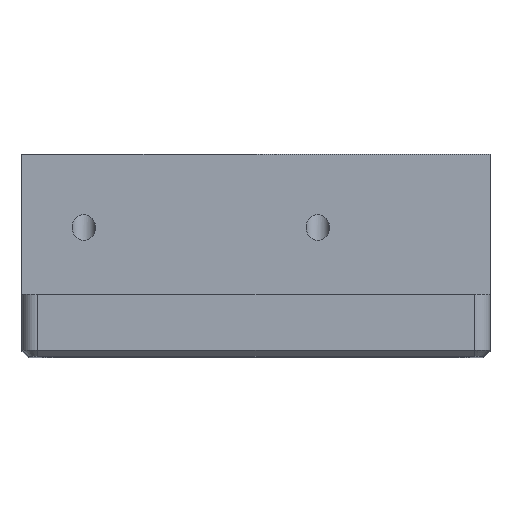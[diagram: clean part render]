
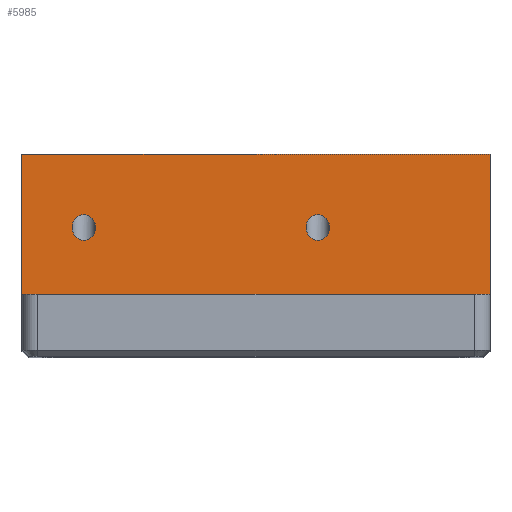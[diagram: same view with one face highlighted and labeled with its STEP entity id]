
A CAD part, top view. The second image highlights one B-rep face of the part: STEP entity #5985.
In plain terms, the highlighted planar face has unit normal (0, 0, 1).
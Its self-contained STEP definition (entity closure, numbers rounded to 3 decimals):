
#1995=DIRECTION('',(0.,1.,0.));
#1996=VECTOR('',#1995,9.);
#1997=CARTESIAN_POINT('',(111.699,105.5,85.103));
#1998=LINE('',#1997,#1996);
#2041=DIRECTION('',(0.,1.,0.));
#2042=VECTOR('',#2041,9.);
#2043=CARTESIAN_POINT('',(141.699,105.5,85.103));
#2044=LINE('',#2043,#2042);
#2062=DIRECTION('',(1.,0.,0.));
#2063=VECTOR('',#2062,30.);
#2064=CARTESIAN_POINT('',(111.699,105.5,85.103));
#2065=LINE('',#2064,#2063);
#2066=CARTESIAN_POINT('',(114.914,109.821,85.103));
#2067=CARTESIAN_POINT('',(114.914,109.919,85.103));
#2068=CARTESIAN_POINT('',(114.946,110.13,85.103));
#2069=CARTESIAN_POINT('',(115.117,110.424,85.103));
#2070=CARTESIAN_POINT('',(115.386,110.614,85.103));
#2071=CARTESIAN_POINT('',(115.664,110.667,85.103));
#2072=CARTESIAN_POINT('',(115.941,110.614,85.103));
#2073=CARTESIAN_POINT('',(116.211,110.424,85.103));
#2074=CARTESIAN_POINT('',(116.382,110.13,85.103));
#2075=CARTESIAN_POINT('',(116.414,109.919,85.103));
#2076=CARTESIAN_POINT('',(116.414,109.821,85.103));
#2078=CARTESIAN_POINT('',(129.914,109.821,85.103));
#2079=CARTESIAN_POINT('',(129.914,109.919,85.103));
#2080=CARTESIAN_POINT('',(129.946,110.13,85.103));
#2081=CARTESIAN_POINT('',(130.117,110.424,85.103));
#2082=CARTESIAN_POINT('',(130.386,110.614,85.103));
#2083=CARTESIAN_POINT('',(130.664,110.667,85.103));
#2084=CARTESIAN_POINT('',(130.941,110.614,85.103));
#2085=CARTESIAN_POINT('',(131.211,110.424,85.103));
#2086=CARTESIAN_POINT('',(131.382,110.13,85.103));
#2087=CARTESIAN_POINT('',(131.414,109.919,85.103));
#2088=CARTESIAN_POINT('',(131.414,109.821,85.103));
#2090=DIRECTION('',(1.,0.,0.));
#2091=VECTOR('',#2090,30.);
#2092=CARTESIAN_POINT('',(111.699,114.5,85.103));
#2093=LINE('',#2092,#2091);
#2306=CARTESIAN_POINT('',(116.414,109.821,85.103));
#2307=CARTESIAN_POINT('',(116.414,109.724,85.103));
#2308=CARTESIAN_POINT('',(116.382,109.513,85.103));
#2309=CARTESIAN_POINT('',(116.211,109.219,85.103));
#2310=CARTESIAN_POINT('',(115.941,109.029,85.103));
#2311=CARTESIAN_POINT('',(115.664,108.976,85.103));
#2312=CARTESIAN_POINT('',(115.386,109.029,85.103));
#2313=CARTESIAN_POINT('',(115.117,109.219,85.103));
#2314=CARTESIAN_POINT('',(114.946,109.513,85.103));
#2315=CARTESIAN_POINT('',(114.914,109.724,85.103));
#2316=CARTESIAN_POINT('',(114.914,109.821,85.103));
#2326=CARTESIAN_POINT('',(131.414,109.821,85.103));
#2327=CARTESIAN_POINT('',(131.414,109.724,85.103));
#2328=CARTESIAN_POINT('',(131.382,109.513,85.103));
#2329=CARTESIAN_POINT('',(131.211,109.219,85.103));
#2330=CARTESIAN_POINT('',(130.941,109.029,85.103));
#2331=CARTESIAN_POINT('',(130.664,108.976,85.103));
#2332=CARTESIAN_POINT('',(130.386,109.029,85.103));
#2333=CARTESIAN_POINT('',(130.117,109.219,85.103));
#2334=CARTESIAN_POINT('',(129.946,109.513,85.103));
#2335=CARTESIAN_POINT('',(129.914,109.724,85.103));
#2336=CARTESIAN_POINT('',(129.914,109.821,85.103));
#2426=CARTESIAN_POINT('',(111.699,105.5,85.103));
#2427=CARTESIAN_POINT('',(111.699,114.5,85.103));
#2428=VERTEX_POINT('',#2426);
#2429=VERTEX_POINT('',#2427);
#2432=CARTESIAN_POINT('',(141.699,105.5,85.103));
#2433=CARTESIAN_POINT('',(141.699,114.5,85.103));
#2434=VERTEX_POINT('',#2432);
#2435=VERTEX_POINT('',#2433);
#2634=VERTEX_POINT('',#2066);
#2635=VERTEX_POINT('',#2076);
#2636=VERTEX_POINT('',#2078);
#2637=VERTEX_POINT('',#2088);
#5961=CARTESIAN_POINT('',(111.699,105.5,85.103));
#5962=DIRECTION('',(0.,0.,1.));
#5963=DIRECTION('',(0.,1.,0.));
#5964=AXIS2_PLACEMENT_3D('',#5961,#5962,#5963);
#5965=PLANE('',#5964);
#5966=ORIENTED_EDGE('',*,*,#5881,.T.);
#5968=ORIENTED_EDGE('',*,*,#5967,.T.);
#5969=ORIENTED_EDGE('',*,*,#5939,.F.);
#5970=ORIENTED_EDGE('',*,*,#3055,.F.);
#5971=EDGE_LOOP('',(#5966,#5968,#5969,#5970));
#5972=FACE_OUTER_BOUND('',#5971,.F.);
#5974=ORIENTED_EDGE('',*,*,#5973,.F.);
#5976=ORIENTED_EDGE('',*,*,#5975,.F.);
#5977=EDGE_LOOP('',(#5974,#5976));
#5978=FACE_BOUND('',#5977,.F.);
#5980=ORIENTED_EDGE('',*,*,#5979,.F.);
#5982=ORIENTED_EDGE('',*,*,#5981,.F.);
#5983=EDGE_LOOP('',(#5980,#5982));
#5984=FACE_BOUND('',#5983,.F.);
#5985=ADVANCED_FACE('',(#5972,#5978,#5984),#5965,.T.);
#2077=B_SPLINE_CURVE_WITH_KNOTS('',3,(#2066,#2067,#2068,#2069,#2070,#2071,#2072,
#2073,#2074,#2075,#2076),.UNSPECIFIED.,.F.,.F.,(4,1,1,1,1,1,1,1,4),(0.,
0.125,0.25,0.375,0.5,0.625,0.75,0.875,1.),.UNSPECIFIED.);
#2089=B_SPLINE_CURVE_WITH_KNOTS('',3,(#2078,#2079,#2080,#2081,#2082,#2083,#2084,
#2085,#2086,#2087,#2088),.UNSPECIFIED.,.F.,.F.,(4,1,1,1,1,1,1,1,4),(0.,
0.125,0.25,0.375,0.5,0.625,0.75,0.875,1.),.UNSPECIFIED.);
#2317=B_SPLINE_CURVE_WITH_KNOTS('',3,(#2306,#2307,#2308,#2309,#2310,#2311,#2312,
#2313,#2314,#2315,#2316),.UNSPECIFIED.,.F.,.F.,(4,1,1,1,1,1,1,1,4),(0.,
0.125,0.25,0.375,0.5,0.625,0.75,0.875,1.),.UNSPECIFIED.);
#2337=B_SPLINE_CURVE_WITH_KNOTS('',3,(#2326,#2327,#2328,#2329,#2330,#2331,#2332,
#2333,#2334,#2335,#2336),.UNSPECIFIED.,.F.,.F.,(4,1,1,1,1,1,1,1,4),(0.,
0.125,0.25,0.375,0.5,0.625,0.75,0.875,1.),.UNSPECIFIED.);
#3055=EDGE_CURVE('',#2428,#2434,#2065,.T.);
#5881=EDGE_CURVE('',#2428,#2429,#1998,.T.);
#5939=EDGE_CURVE('',#2434,#2435,#2044,.T.);
#5967=EDGE_CURVE('',#2429,#2435,#2093,.T.);
#5973=EDGE_CURVE('',#2635,#2634,#2317,.T.);
#5975=EDGE_CURVE('',#2634,#2635,#2077,.T.);
#5979=EDGE_CURVE('',#2637,#2636,#2337,.T.);
#5981=EDGE_CURVE('',#2636,#2637,#2089,.T.);
